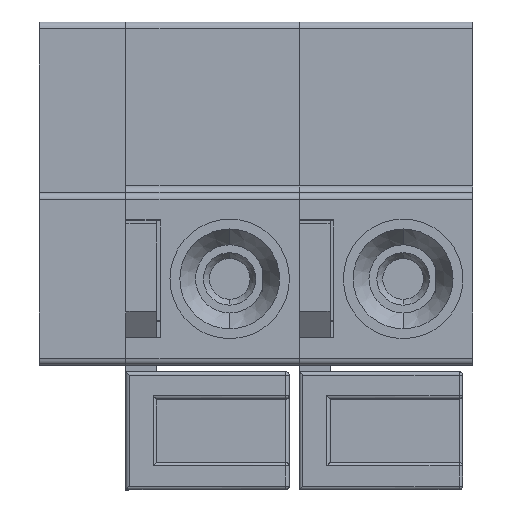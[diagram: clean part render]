
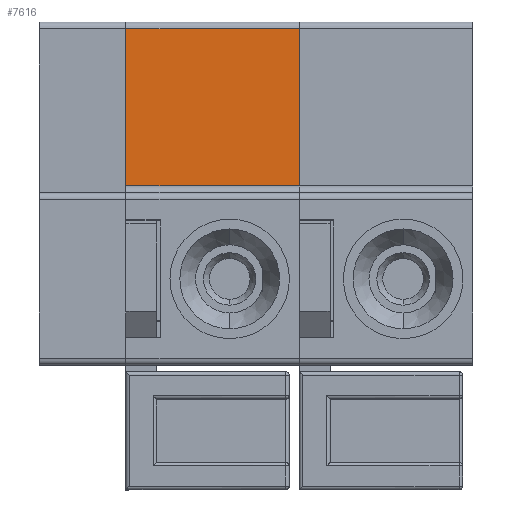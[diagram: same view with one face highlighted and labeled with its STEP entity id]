
A CAD part, top view. The second image highlights one B-rep face of the part: STEP entity #7616.
In plain terms, the highlighted planar face has unit normal (0, 0, 1).
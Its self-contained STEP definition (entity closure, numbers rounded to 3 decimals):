
#11 = PLANE ( 'NONE',  #2268 ) ;
#1513 = ORIENTED_EDGE ( 'NONE', *, *, #2342, .F. ) ;
#2003 = CARTESIAN_POINT ( 'NONE',  ( 1.27, 0., 13.7 ) ) ;
#2268 = AXIS2_PLACEMENT_3D ( 'NONE', #25962, #23629, #9466 ) ;
#2302 = VERTEX_POINT ( 'NONE', #10996 ) ;
#2342 = EDGE_CURVE ( 'NONE', #8739, #7202, #30223, .T. ) ;
#2737 = LINE ( 'NONE', #21708, #21309 ) ;
#3531 = ORIENTED_EDGE ( 'NONE', *, *, #29487, .T. ) ;
#4703 = FACE_OUTER_BOUND ( 'NONE', #22226, .T. ) ;
#6379 = LINE ( 'NONE', #25503, #17140 ) ;
#7008 = ORIENTED_EDGE ( 'NONE', *, *, #20051, .T. ) ;
#7202 = VERTEX_POINT ( 'NONE', #21556 ) ;
#7505 = EDGE_CURVE ( 'NONE', #8739, #22708, #6379, .T. ) ;
#7616 = ADVANCED_FACE ( 'NONE', ( #4703 ), #11, .F. ) ;
#8739 = VERTEX_POINT ( 'NONE', #30522 ) ;
#9340 = VECTOR ( 'NONE', #25130, 1000. ) ;
#9466 = DIRECTION ( 'NONE',  ( 0., -1., 0. ) ) ;
#10986 = LINE ( 'NONE', #15504, #22359 ) ;
#10996 = CARTESIAN_POINT ( 'NONE',  ( -3.81, 2.05, 13.7 ) ) ;
#15504 = CARTESIAN_POINT ( 'NONE',  ( 1.27, 2.05, 13.7 ) ) ;
#15967 = DIRECTION ( 'NONE',  ( 1., 0., 0. ) ) ;
#17140 = VECTOR ( 'NONE', #25199, 1000. ) ;
#20051 = EDGE_CURVE ( 'NONE', #2302, #7202, #10986, .T. ) ;
#21309 = VECTOR ( 'NONE', #28507, 1000. ) ;
#21556 = CARTESIAN_POINT ( 'NONE',  ( 1.27, 2.05, 13.7 ) ) ;
#21708 = CARTESIAN_POINT ( 'NONE',  ( -3.81, 0., 13.7 ) ) ;
#22226 = EDGE_LOOP ( 'NONE', ( #1513, #23947, #3531, #7008 ) ) ;
#22359 = VECTOR ( 'NONE', #15967, 1000. ) ;
#22708 = VERTEX_POINT ( 'NONE', #29946 ) ;
#23629 = DIRECTION ( 'NONE',  ( 0., 0., -1. ) ) ;
#23947 = ORIENTED_EDGE ( 'NONE', *, *, #7505, .T. ) ;
#25130 = DIRECTION ( 'NONE',  ( 0., -1., 0. ) ) ;
#25199 = DIRECTION ( 'NONE',  ( -1., 0., 0. ) ) ;
#25503 = CARTESIAN_POINT ( 'NONE',  ( -3.81, 6.65, 13.7 ) ) ;
#25962 = CARTESIAN_POINT ( 'NONE',  ( 1.27, 0., 13.7 ) ) ;
#28507 = DIRECTION ( 'NONE',  ( 0., -1., 0. ) ) ;
#29487 = EDGE_CURVE ( 'NONE', #22708, #2302, #2737, .T. ) ;
#29946 = CARTESIAN_POINT ( 'NONE',  ( -3.81, 6.65, 13.7 ) ) ;
#30223 = LINE ( 'NONE', #2003, #9340 ) ;
#30522 = CARTESIAN_POINT ( 'NONE',  ( 1.27, 6.65, 13.7 ) ) ;
